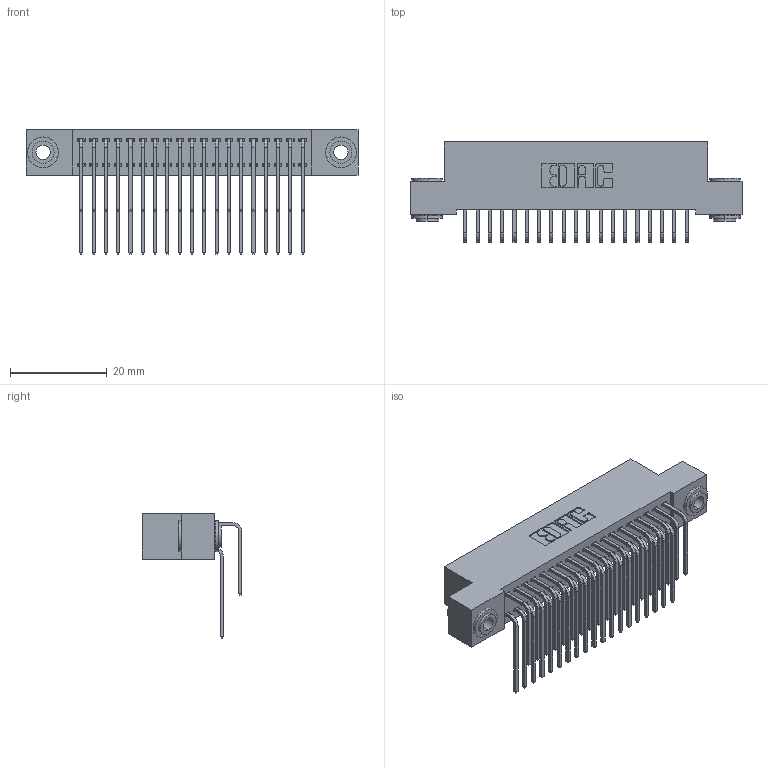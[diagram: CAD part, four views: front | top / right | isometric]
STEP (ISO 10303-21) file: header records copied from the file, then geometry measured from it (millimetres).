
FILE_DESCRIPTION (( 'STEP AP203' ), '1' );
FILE_NAME ('392-038-559-203.STEP', '2019-10-07T19:15:30', ( '' ), ( '' ), 'SwSTEP 2.0', 'SolidWorks 2016', '' );
FILE_SCHEMA (( 'CONFIG_CONTROL_DESIGN' ));
Length unit declared in the file: inch
Products named in the file (5): 342-250-002_345-250-002-102; 392-038-559-203; 342 Part_.156 TH; 345-292-001_558 559 Tail - 1; 345-292-001_559 Tail - 2
Assembly tree (41 placements, depth 2):
  392-038-559-203
    342 Part_.156 TH
    345-292-001_558 559 Tail - 1  x19
    345-292-001_559 Tail - 2  x19
    342-250-002_345-250-002-102  x2
Bounding box: 68.58 x 20.64 x 25.78 mm (x, y, z)
Volume: 6295.1 mm3; surface area: 10885.8 mm2
Topology: 41 solids, 41 shells, 2200 faces, 6493 edges, 4274 vertices
Faces by surface type: plane 1520, cylinder 672, cone 8
Entity records: 17500 total; most frequent: CARTESIAN_POINT 2952, ORIENTED_EDGE 2830, DIRECTION 2577, EDGE_CURVE 1415, LINE 1223, VECTOR 1223, VERTEX_POINT 938, AXIS2_PLACEMENT_3D 677
